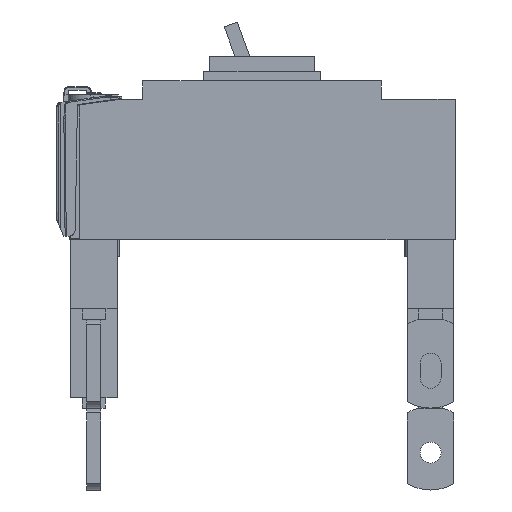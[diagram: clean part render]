
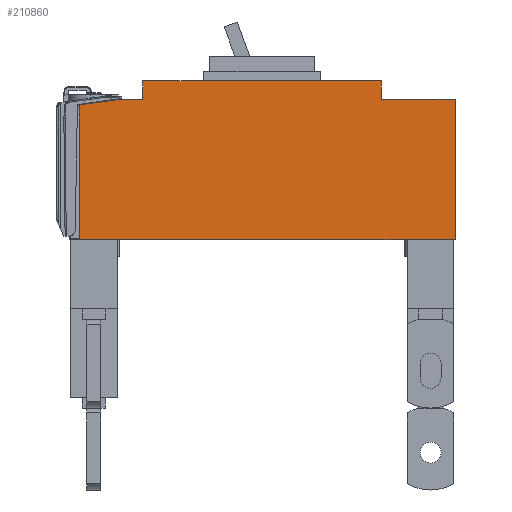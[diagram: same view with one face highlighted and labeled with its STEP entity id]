
A CAD part, left-side view. The second image highlights one B-rep face of the part: STEP entity #210860.
In plain terms, the highlighted planar face has unit normal (-1, 0, 0).
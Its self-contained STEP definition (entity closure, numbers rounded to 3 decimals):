
#209660=CARTESIAN_POINT('',(-2.5,431.318,0.));
#209670=DIRECTION('',(1.,-0.,0.));
#209680=DIRECTION('',(0.,0.,-1.));
#209690=AXIS2_PLACEMENT_3D('',#209660,#209670,#209680);
#209700=PLANE('',#209690);
#209710=CARTESIAN_POINT('',(-2.5,279.1,0.));
#209720=DIRECTION('',(0.,0.,-1.));
#209730=VECTOR('',#209720,1.);
#209740=LINE('',#209710,#209730);
#209750=CARTESIAN_POINT('',(-2.5,279.1,-4.));
#209760=VERTEX_POINT('',#209750);
#209770=CARTESIAN_POINT('',(-2.5,279.1,-12.));
#209780=VERTEX_POINT('',#209770);
#209790=EDGE_CURVE('',#209760,#209780,#209740,.T.);
#209800=ORIENTED_EDGE('',*,*,#209790,.F.);
#209810=CARTESIAN_POINT('',(-2.5,0.,-12.));
#209820=DIRECTION('',(0.,-1.,0.));
#209830=VECTOR('',#209820,1.);
#209840=LINE('',#209810,#209830);
#209850=CARTESIAN_POINT('',(-2.5,247.6,-12.));
#209860=VERTEX_POINT('',#209850);
#209870=EDGE_CURVE('',#209780,#209860,#209840,.T.);
#209880=ORIENTED_EDGE('',*,*,#209870,.F.);
#209890=CARTESIAN_POINT('',(-2.5,247.6,0.));
#209900=DIRECTION('',(0.,0.,1.));
#209910=VECTOR('',#209900,1.);
#209920=LINE('',#209890,#209910);
#209930=CARTESIAN_POINT('',(-2.5,247.6,-72.));
#209940=VERTEX_POINT('',#209930);
#209950=EDGE_CURVE('',#209940,#209860,#209920,.T.);
#209960=ORIENTED_EDGE('',*,*,#209950,.T.);
#209970=CARTESIAN_POINT('',(-2.5,657.555,
-72.));
#209980=DIRECTION('',(0.,-1.,0.));
#209990=VECTOR('',#209980,1.);
#210000=LINE('',#209970,#209990);
#210010=CARTESIAN_POINT('',(-2.5,412.6,-72.));
#210020=VERTEX_POINT('',#210010);
#210030=EDGE_CURVE('',#210020,#209940,#210000,.T.);
#210040=ORIENTED_EDGE('',*,*,#210030,.T.);
#210050=CARTESIAN_POINT('',(-2.5,412.6,0.));
#210060=DIRECTION('',(0.,0.,1.));
#210070=VECTOR('',#210060,1.);
#210080=LINE('',#210050,#210070);
#210090=CARTESIAN_POINT('',(-2.5,412.6,
-70.5));
#210100=VERTEX_POINT('',#210090);
#210110=EDGE_CURVE('',#210020,#210100,#210080,.T.);
#210120=ORIENTED_EDGE('',*,*,#210110,.F.);
#210130=CARTESIAN_POINT('',(-2.5,0.,-70.5));
#210140=DIRECTION('',(0.,-1.,0.));
#210150=VECTOR('',#210140,1.);
#210160=LINE('',#210130,#210150);
#210170=CARTESIAN_POINT('',(-2.5,412.196,
-70.5));
#210180=VERTEX_POINT('',#210170);
#210190=EDGE_CURVE('',#210100,#210180,#210160,.T.);
#210200=ORIENTED_EDGE('',*,*,#210190,.F.);
#210210=CARTESIAN_POINT('',(-2.5,412.935,0.));
#210220=DIRECTION('',(0.,-0.01,-1.));
#210230=VECTOR('',#210220,1.);
#210240=LINE('',#210210,#210230);
#210250=CARTESIAN_POINT('',(-2.5,412.191,
-71.005));
#210260=VERTEX_POINT('',#210250);
#210270=EDGE_CURVE('',#210180,#210260,#210240,.T.);
#210280=ORIENTED_EDGE('',*,*,#210270,.F.);
#210290=CARTESIAN_POINT('',(-2.5,411.691,-71.));
#210300=DIRECTION('',(1.,0.,0.));
#210310=DIRECTION('',(0.,0.,-1.));
#210320=AXIS2_PLACEMENT_3D('',#210290,#210300,#210310);
#210330=CIRCLE('',#210320,0.5);
#210340=CARTESIAN_POINT('',(-2.5,411.691,-71.5));
#210350=VERTEX_POINT('',#210340);
#210360=EDGE_CURVE('',#210350,#210260,#210330,.T.);
#210370=ORIENTED_EDGE('',*,*,#210360,.T.);
#210380=CARTESIAN_POINT('',(-2.5,0.,-71.5));
#210390=DIRECTION('',(0.,-1.,0.));
#210400=VECTOR('',#210390,1.);
#210410=LINE('',#210380,#210400);
#210420=CARTESIAN_POINT('',(-2.5,407.996,-71.5));
#210430=VERTEX_POINT('',#210420);
#210440=EDGE_CURVE('',#210350,#210430,#210410,.T.);
#210450=ORIENTED_EDGE('',*,*,#210440,.F.);
#210460=CARTESIAN_POINT('',(-2.5,408.183,0.));
#210470=DIRECTION('',(0.,0.003,1.));
#210480=VECTOR('',#210470,1.);
#210490=LINE('',#210460,#210480);
#210500=CARTESIAN_POINT('',(-2.5,408.146,
-14.325));
#210510=VERTEX_POINT('',#210500);
#210520=EDGE_CURVE('',#210430,#210510,#210490,.T.);
#210530=ORIENTED_EDGE('',*,*,#210520,.F.);
#210540=CARTESIAN_POINT('',(-2.5,0.,43.036));
#210550=DIRECTION('',(0.,0.99,-0.139));
#210560=VECTOR('',#210550,1.);
#210570=LINE('',#210540,#210560);
#210580=CARTESIAN_POINT('',(-2.5,391.6,-12.));
#210590=VERTEX_POINT('',#210580);
#210600=EDGE_CURVE('',#210590,#210510,#210570,.T.);
#210610=ORIENTED_EDGE('',*,*,#210600,.T.);
#210620=CARTESIAN_POINT('',(-2.5,2.644,-12.));
#210630=DIRECTION('',(0.,-1.,0.));
#210640=VECTOR('',#210630,1.);
#210650=LINE('',#210620,#210640);
#210660=CARTESIAN_POINT('',(-2.5,381.1,-12.));
#210670=VERTEX_POINT('',#210660);
#210680=EDGE_CURVE('',#210590,#210670,#210650,.T.);
#210690=ORIENTED_EDGE('',*,*,#210680,.F.);
#210700=CARTESIAN_POINT('',(-2.5,381.1,0.));
#210710=DIRECTION('',(0.,0.,-1.));
#210720=VECTOR('',#210710,1.);
#210730=LINE('',#210700,#210720);
#210740=CARTESIAN_POINT('',(-2.5,381.1,-4.));
#210750=VERTEX_POINT('',#210740);
#210760=EDGE_CURVE('',#210750,#210670,#210730,.T.);
#210770=ORIENTED_EDGE('',*,*,#210760,.T.);
#210780=CARTESIAN_POINT('',(-2.5,0.,-4.));
#210790=DIRECTION('',(0.,1.,0.));
#210800=VECTOR('',#210790,1.);
#210810=LINE('',#210780,#210800);
#210820=EDGE_CURVE('',#209760,#210750,#210810,.T.);
#210830=ORIENTED_EDGE('',*,*,#210820,.T.);
#210840=EDGE_LOOP('',(#210830,#210770,#210690,#210610,#210530,#210450,
#210370,#210280,#210200,#210120,#210040,#209960,#209880,#209800));
#210850=FACE_OUTER_BOUND('',#210840,.T.);
#210860=ADVANCED_FACE('',(#210850),#209700,.F.);
